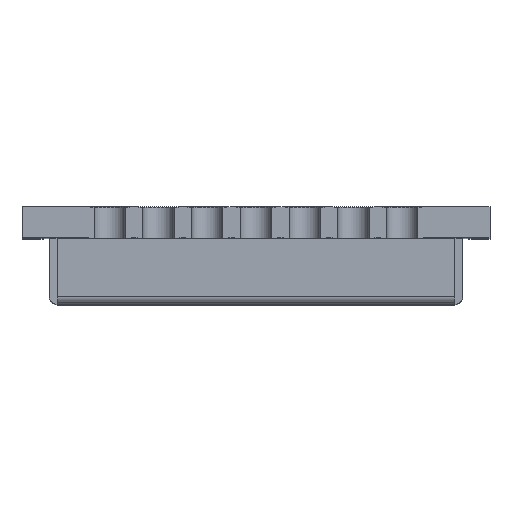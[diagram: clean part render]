
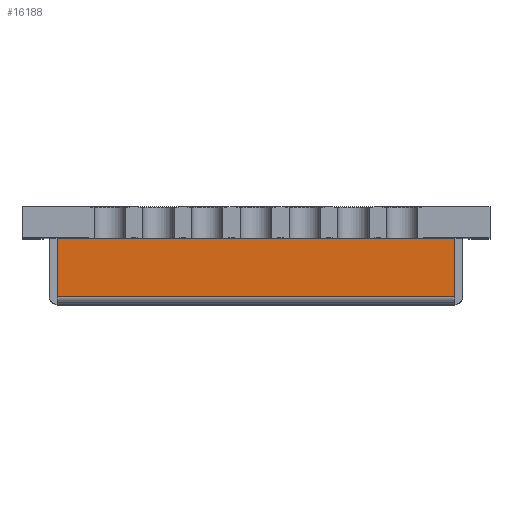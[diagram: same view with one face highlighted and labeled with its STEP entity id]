
A CAD part, top view. The second image highlights one B-rep face of the part: STEP entity #16188.
In plain terms, the highlighted planar face has unit normal (0, 0, 1).
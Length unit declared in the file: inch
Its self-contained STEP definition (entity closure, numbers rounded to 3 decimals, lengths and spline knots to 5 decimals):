
#37=DIRECTION('',(-1.,0.,0.));
#38=VECTOR('',#37,10.2);
#39=CARTESIAN_POINT('',(5.1,1.7,5.3));
#40=LINE('',#39,#38);
#218=DIRECTION('',(0.,-1.,0.));
#219=VECTOR('',#218,1.5);
#220=CARTESIAN_POINT('',(-5.1,1.7,5.3));
#221=LINE('',#220,#219);
#235=DIRECTION('',(1.,0.,0.));
#236=VECTOR('',#235,10.2);
#237=CARTESIAN_POINT('',(-5.1,0.2,5.3));
#238=LINE('',#237,#236);
#239=DIRECTION('',(0.,-1.,0.));
#240=VECTOR('',#239,1.5);
#241=CARTESIAN_POINT('',(5.1,1.7,5.3));
#242=LINE('',#241,#240);
#12312=CARTESIAN_POINT('',(5.1,1.7,5.3));
#12313=VERTEX_POINT('',#12312);
#12314=CARTESIAN_POINT('',(-5.1,1.7,5.3));
#12315=VERTEX_POINT('',#12314);
#15548=CARTESIAN_POINT('',(5.1,0.2,5.3));
#15550=VERTEX_POINT('',#15548);
#15554=CARTESIAN_POINT('',(-5.1,0.2,5.3));
#15555=VERTEX_POINT('',#15554);
#16177=CARTESIAN_POINT('',(-5.3,0.,5.3));
#16178=DIRECTION('',(0.,0.,1.));
#16179=DIRECTION('',(1.,0.,0.));
#16180=AXIS2_PLACEMENT_3D('',#16177,#16178,#16179);
#16181=PLANE('',#16180);
#16182=ORIENTED_EDGE('',*,*,#16157,.F.);
#16183=ORIENTED_EDGE('',*,*,#16142,.F.);
#16184=ORIENTED_EDGE('',*,*,#16093,.F.);
#16185=ORIENTED_EDGE('',*,*,#16168,.T.);
#16186=EDGE_LOOP('',(#16182,#16183,#16184,#16185));
#16187=FACE_OUTER_BOUND('',#16186,.F.);
#16188=ADVANCED_FACE('',(#16187),#16181,.T.);
#16093=EDGE_CURVE('',#12313,#12315,#40,.T.);
#16142=EDGE_CURVE('',#12315,#15555,#221,.T.);
#16157=EDGE_CURVE('',#15555,#15550,#238,.T.);
#16168=EDGE_CURVE('',#12313,#15550,#242,.T.);
